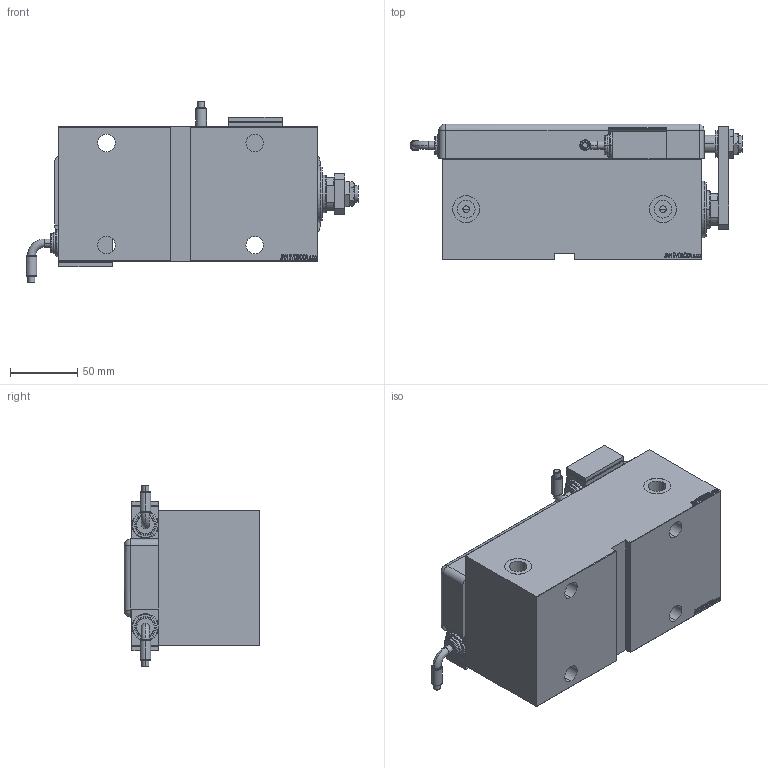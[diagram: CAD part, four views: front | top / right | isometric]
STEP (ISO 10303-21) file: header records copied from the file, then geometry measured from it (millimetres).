
FILE_DESCRIPTION (( 'STEP AP203' ), '1' );
FILE_NAME ('895a.STEP', '2021-03-18T18:06:08', ( '' ), ( '' ), 'SwSTEP 2.0', 'SolidWorks 2019', '' );
FILE_SCHEMA (( 'CONFIG_CONTROL_DESIGN' ));
Length unit declared in the file: millimetre
Products named in the file (13): V450CM_VC_B 8fe325507508c4bc7d4d20efb3aaf25a; 895a; NUT_D13 8fe325507508c4bc7d4d20efb3aaf25a; V450CM_E 8fe325507508c4bc7d4d20efb3aaf25a; KRYT 8fe325507508c4bc7d4d20efb3aaf25a; MAGNETIC SWITCH Q 8fe325507508c4bc7d4d20efb3aaf25a; V450CM_E_VCP 8fe325507508c4bc7d4d20efb3aaf25a; NUT_D19 8fe325507508c4bc7d4d20efb3aaf25a; SWITCH_Q_FRONT_BACK 8fe325507508c4bc7d4d20efb3aaf25a; SWITCH DIM A_G 8fe325507508c4bc7d4d20efb3aaf25a; TYC 8fe325507508c4bc7d4d20efb3aaf25a; ZARAZKA_Q 8fe325507508c4bc7d4d20efb3aaf25a; SWITCH Q 8fe325507508c4bc7d4d20efb3aaf25a
Assembly tree (13 placements, depth 3):
  895a
    V450CM_E 8fe325507508c4bc7d4d20efb3aaf25a
    V450CM_E_VCP 8fe325507508c4bc7d4d20efb3aaf25a
    V450CM_VC_B 8fe325507508c4bc7d4d20efb3aaf25a
    MAGNETIC SWITCH Q 8fe325507508c4bc7d4d20efb3aaf25a
      SWITCH_Q_FRONT_BACK 8fe325507508c4bc7d4d20efb3aaf25a
      TYC 8fe325507508c4bc7d4d20efb3aaf25a
      ZARAZKA_Q 8fe325507508c4bc7d4d20efb3aaf25a
      SWITCH DIM A_G 8fe325507508c4bc7d4d20efb3aaf25a
      NUT_D19 8fe325507508c4bc7d4d20efb3aaf25a
      NUT_D13 8fe325507508c4bc7d4d20efb3aaf25a
      KRYT 8fe325507508c4bc7d4d20efb3aaf25a
      SWITCH Q 8fe325507508c4bc7d4d20efb3aaf25a  x2
Bounding box: 246.46 x 100.8 x 135.01 mm (x, y, z)
Volume: 1388255.3 mm3; surface area: 240745.3 mm2
Topology: 13 solids, 13 shells, 1289 faces, 3258 edges, 2145 vertices
Faces by surface type: plane 627, bspline 475, cylinder 129, cone 34, torus 22, sphere 2
Entity records: 61100 total; most frequent: CARTESIAN_POINT 32868, ORIENTED_EDGE 6260, DIRECTION 4006, EDGE_CURVE 3130, VERTEX_POINT 2068, LINE 1860, VECTOR 1860, EDGE_LOOP 1412
